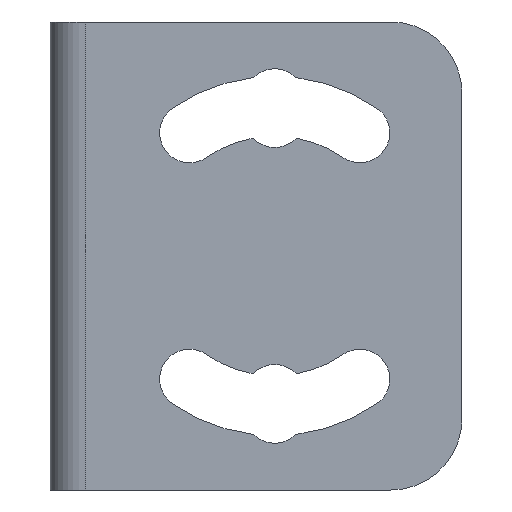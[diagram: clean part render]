
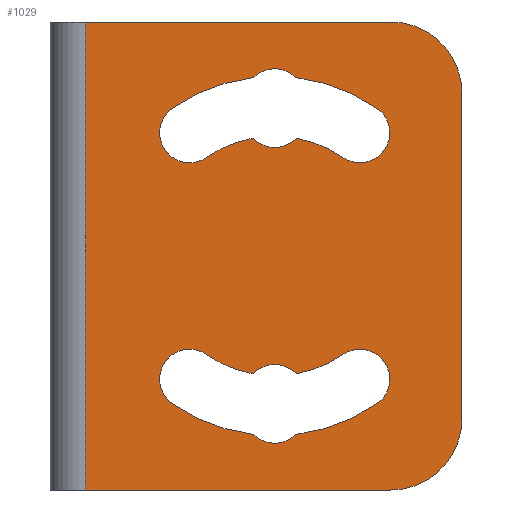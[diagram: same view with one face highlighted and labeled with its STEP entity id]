
A CAD part, front view. The second image highlights one B-rep face of the part: STEP entity #1029.
In plain terms, the highlighted planar face has unit normal (0, -1, 0).
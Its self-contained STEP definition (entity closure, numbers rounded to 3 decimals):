
#121=DIRECTION('',(0.,0.,1.));
#122=VECTOR('',#121,25.);
#123=CARTESIAN_POINT('',(1.9,-1.,-12.5));
#124=LINE('',#123,#122);
#312=CARTESIAN_POINT('',(18.2,-1.,-8.7));
#313=DIRECTION('',(0.,-1.,0.));
#314=DIRECTION('',(0.,0.,-1.));
#315=AXIS2_PLACEMENT_3D('',#312,#313,#314);
#317=DIRECTION('',(-1.,0.,0.));
#318=VECTOR('',#317,16.3);
#319=CARTESIAN_POINT('',(18.2,-1.,-12.5));
#320=LINE('',#319,#318);
#321=DIRECTION('',(1.,0.,0.));
#322=VECTOR('',#321,16.3);
#323=CARTESIAN_POINT('',(1.9,-1.,12.5));
#324=LINE('',#323,#322);
#325=CARTESIAN_POINT('',(18.2,-1.,8.7));
#326=DIRECTION('',(0.,-1.,0.));
#327=DIRECTION('',(1.,0.,0.));
#328=AXIS2_PLACEMENT_3D('',#325,#326,#327);
#330=DIRECTION('',(0.,0.,-1.));
#331=VECTOR('',#330,17.4);
#332=CARTESIAN_POINT('',(22.,-1.,8.7));
#333=LINE('',#332,#331);
#334=CARTESIAN_POINT('',(12.,-1.,-8.4));
#335=DIRECTION('',(0.,-1.,0.));
#336=DIRECTION('',(-0.706,0.,-0.708));
#337=AXIS2_PLACEMENT_3D('',#334,#335,#336);
#339=CARTESIAN_POINT('',(12.,-1.,0.));
#340=DIRECTION('',(0.,-1.,0.));
#341=DIRECTION('',(0.118,0.,-0.993));
#342=AXIS2_PLACEMENT_3D('',#339,#340,#341);
#344=CARTESIAN_POINT('',(16.55,-1.,-6.58));
#345=DIRECTION('',(0.,-1.,0.));
#346=DIRECTION('',(0.569,0.,-0.823));
#347=AXIS2_PLACEMENT_3D('',#344,#345,#346);
#349=CARTESIAN_POINT('',(12.,-1.,0.));
#350=DIRECTION('',(0.,-1.,0.));
#351=DIRECTION('',(0.181,0.,-0.984));
#352=AXIS2_PLACEMENT_3D('',#349,#350,#351);
#354=CARTESIAN_POINT('',(12.,-1.,-7.4));
#355=DIRECTION('',(0.,-1.,0.));
#356=DIRECTION('',(0.723,0.,0.691));
#357=AXIS2_PLACEMENT_3D('',#354,#355,#356);
#359=CARTESIAN_POINT('',(12.,-1.,0.));
#360=DIRECTION('',(0.,-1.,0.));
#361=DIRECTION('',(-0.569,0.,-0.823));
#362=AXIS2_PLACEMENT_3D('',#359,#360,#361);
#364=CARTESIAN_POINT('',(7.45,-1.,-6.58));
#365=DIRECTION('',(0.,-1.,0.));
#366=DIRECTION('',(0.569,0.,0.823));
#367=AXIS2_PLACEMENT_3D('',#364,#365,#366);
#369=CARTESIAN_POINT('',(12.,-1.,0.));
#370=DIRECTION('',(0.,-1.,0.));
#371=DIRECTION('',(-0.569,0.,-0.823));
#372=AXIS2_PLACEMENT_3D('',#369,#370,#371);
#374=CARTESIAN_POINT('',(12.,-1.,7.4));
#375=DIRECTION('',(0.,-1.,0.));
#376=DIRECTION('',(-0.723,0.,-0.691));
#377=AXIS2_PLACEMENT_3D('',#374,#375,#376);
#379=CARTESIAN_POINT('',(12.,-1.,0.));
#380=DIRECTION('',(0.,-1.,0.));
#381=DIRECTION('',(0.569,0.,0.823));
#382=AXIS2_PLACEMENT_3D('',#379,#380,#381);
#384=CARTESIAN_POINT('',(16.55,-1.,6.58));
#385=DIRECTION('',(0.,-1.,0.));
#386=DIRECTION('',(-0.569,0.,-0.823));
#387=AXIS2_PLACEMENT_3D('',#384,#385,#386);
#389=CARTESIAN_POINT('',(12.,-1.,0.));
#390=DIRECTION('',(0.,-1.,0.));
#391=DIRECTION('',(0.569,0.,0.823));
#392=AXIS2_PLACEMENT_3D('',#389,#390,#391);
#394=CARTESIAN_POINT('',(12.,-1.,8.4));
#395=DIRECTION('',(0.,-1.,0.));
#396=DIRECTION('',(0.706,0.,0.708));
#397=AXIS2_PLACEMENT_3D('',#394,#395,#396);
#399=CARTESIAN_POINT('',(12.,-1.,0.));
#400=DIRECTION('',(0.,-1.,0.));
#401=DIRECTION('',(-0.118,0.,0.993));
#402=AXIS2_PLACEMENT_3D('',#399,#400,#401);
#404=CARTESIAN_POINT('',(7.45,-1.,6.58));
#405=DIRECTION('',(0.,-1.,0.));
#406=DIRECTION('',(-0.569,0.,0.823));
#407=AXIS2_PLACEMENT_3D('',#404,#405,#406);
#409=CARTESIAN_POINT('',(12.,-1.,0.));
#410=DIRECTION('',(0.,-1.,0.));
#411=DIRECTION('',(-0.181,0.,0.984));
#412=AXIS2_PLACEMENT_3D('',#409,#410,#411);
#514=CARTESIAN_POINT('',(1.9,-1.,12.5));
#515=VERTEX_POINT('',#514);
#516=CARTESIAN_POINT('',(1.9,-1.,-12.5));
#517=VERTEX_POINT('',#516);
#546=CARTESIAN_POINT('',(18.2,-1.,-12.5));
#547=VERTEX_POINT('',#546);
#548=CARTESIAN_POINT('',(22.,-1.,-8.7));
#549=VERTEX_POINT('',#548);
#554=CARTESIAN_POINT('',(22.,-1.,8.7));
#555=VERTEX_POINT('',#554);
#556=CARTESIAN_POINT('',(18.2,-1.,12.5));
#557=VERTEX_POINT('',#556);
#574=CARTESIAN_POINT('',(6.54,-1.,7.896));
#575=CARTESIAN_POINT('',(8.36,-1.,5.264));
#576=VERTEX_POINT('',#574);
#577=VERTEX_POINT('',#575);
#578=CARTESIAN_POINT('',(15.64,-1.,5.264));
#579=CARTESIAN_POINT('',(17.46,-1.,7.896));
#580=VERTEX_POINT('',#578);
#581=VERTEX_POINT('',#579);
#582=CARTESIAN_POINT('',(8.36,-1.,-5.264));
#583=CARTESIAN_POINT('',(6.54,-1.,-7.896));
#584=VERTEX_POINT('',#582);
#585=VERTEX_POINT('',#583);
#586=CARTESIAN_POINT('',(17.46,-1.,-7.896));
#587=CARTESIAN_POINT('',(15.64,-1.,-5.264));
#588=VERTEX_POINT('',#586);
#589=VERTEX_POINT('',#587);
#606=CARTESIAN_POINT('',(10.843,-1.,6.295));
#607=CARTESIAN_POINT('',(13.157,-1.,6.295));
#608=VERTEX_POINT('',#606);
#609=VERTEX_POINT('',#607);
#610=CARTESIAN_POINT('',(13.129,-1.,9.533));
#611=CARTESIAN_POINT('',(10.871,-1.,9.533));
#612=VERTEX_POINT('',#610);
#613=VERTEX_POINT('',#611);
#614=CARTESIAN_POINT('',(10.871,-1.,-9.533));
#615=CARTESIAN_POINT('',(13.129,-1.,-9.533));
#616=VERTEX_POINT('',#614);
#617=VERTEX_POINT('',#615);
#618=CARTESIAN_POINT('',(13.157,-1.,-6.295));
#619=CARTESIAN_POINT('',(10.843,-1.,-6.295));
#620=VERTEX_POINT('',#618);
#621=VERTEX_POINT('',#619);
#980=CARTESIAN_POINT('',(0.,-1.,0.));
#981=DIRECTION('',(0.,1.,0.));
#982=DIRECTION('',(1.,0.,0.));
#983=AXIS2_PLACEMENT_3D('',#980,#981,#982);
#984=PLANE('',#983);
#985=ORIENTED_EDGE('',*,*,#718,.F.);
#986=ORIENTED_EDGE('',*,*,#734,.T.);
#987=ORIENTED_EDGE('',*,*,#763,.T.);
#988=ORIENTED_EDGE('',*,*,#946,.T.);
#989=ORIENTED_EDGE('',*,*,#961,.F.);
#990=ORIENTED_EDGE('',*,*,#973,.T.);
#991=EDGE_LOOP('',(#985,#986,#987,#988,#989,#990));
#992=FACE_OUTER_BOUND('',#991,.F.);
#994=ORIENTED_EDGE('',*,*,#993,.T.);
#996=ORIENTED_EDGE('',*,*,#995,.T.);
#998=ORIENTED_EDGE('',*,*,#997,.T.);
#1000=ORIENTED_EDGE('',*,*,#999,.F.);
#1002=ORIENTED_EDGE('',*,*,#1001,.T.);
#1004=ORIENTED_EDGE('',*,*,#1003,.F.);
#1006=ORIENTED_EDGE('',*,*,#1005,.T.);
#1008=ORIENTED_EDGE('',*,*,#1007,.T.);
#1009=EDGE_LOOP('',(#994,#996,#998,#1000,#1002,#1004,#1006,#1008));
#1010=FACE_BOUND('',#1009,.F.);
#1012=ORIENTED_EDGE('',*,*,#1011,.T.);
#1014=ORIENTED_EDGE('',*,*,#1013,.F.);
#1016=ORIENTED_EDGE('',*,*,#1015,.T.);
#1018=ORIENTED_EDGE('',*,*,#1017,.T.);
#1020=ORIENTED_EDGE('',*,*,#1019,.T.);
#1022=ORIENTED_EDGE('',*,*,#1021,.T.);
#1024=ORIENTED_EDGE('',*,*,#1023,.T.);
#1026=ORIENTED_EDGE('',*,*,#1025,.F.);
#1027=EDGE_LOOP('',(#1012,#1014,#1016,#1018,#1020,#1022,#1024,#1026));
#1028=FACE_BOUND('',#1027,.F.);
#1029=ADVANCED_FACE('',(#992,#1010,#1028),#984,.F.);
#316=CIRCLE('',#315,3.8);
#329=CIRCLE('',#328,3.8);
#338=CIRCLE('',#337,1.6);
#343=CIRCLE('',#342,9.6);
#348=CIRCLE('',#347,1.6);
#353=CIRCLE('',#352,6.4);
#358=CIRCLE('',#357,1.6);
#363=CIRCLE('',#362,6.4);
#368=CIRCLE('',#367,1.6);
#373=CIRCLE('',#372,9.6);
#378=CIRCLE('',#377,1.6);
#383=CIRCLE('',#382,6.4);
#388=CIRCLE('',#387,1.6);
#393=CIRCLE('',#392,9.6);
#398=CIRCLE('',#397,1.6);
#403=CIRCLE('',#402,9.6);
#408=CIRCLE('',#407,1.6);
#413=CIRCLE('',#412,6.4);
#718=EDGE_CURVE('',#547,#549,#316,.T.);
#734=EDGE_CURVE('',#547,#517,#320,.T.);
#763=EDGE_CURVE('',#517,#515,#124,.T.);
#946=EDGE_CURVE('',#515,#557,#324,.T.);
#961=EDGE_CURVE('',#555,#557,#329,.T.);
#973=EDGE_CURVE('',#555,#549,#333,.T.);
#993=EDGE_CURVE('',#616,#617,#338,.T.);
#995=EDGE_CURVE('',#617,#588,#343,.T.);
#997=EDGE_CURVE('',#588,#589,#348,.T.);
#999=EDGE_CURVE('',#620,#589,#353,.T.);
#1001=EDGE_CURVE('',#620,#621,#358,.T.);
#1003=EDGE_CURVE('',#584,#621,#363,.T.);
#1005=EDGE_CURVE('',#584,#585,#368,.T.);
#1007=EDGE_CURVE('',#585,#616,#373,.T.);
#1011=EDGE_CURVE('',#608,#609,#378,.T.);
#1013=EDGE_CURVE('',#580,#609,#383,.T.);
#1015=EDGE_CURVE('',#580,#581,#388,.T.);
#1017=EDGE_CURVE('',#581,#612,#393,.T.);
#1019=EDGE_CURVE('',#612,#613,#398,.T.);
#1021=EDGE_CURVE('',#613,#576,#403,.T.);
#1023=EDGE_CURVE('',#576,#577,#408,.T.);
#1025=EDGE_CURVE('',#608,#577,#413,.T.);
